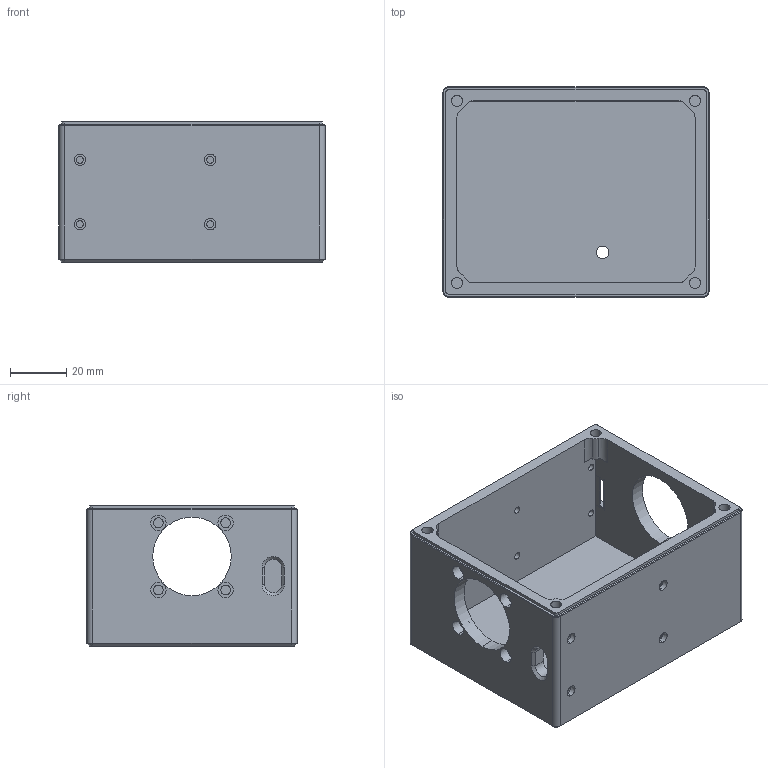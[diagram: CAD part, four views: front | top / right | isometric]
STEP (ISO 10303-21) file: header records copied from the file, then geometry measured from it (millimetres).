
FILE_DESCRIPTION (( 'STEP AP214' ), '1' );
FILE_NAME ('CaseBase_V0.2.STEP', '', ( '' ), ( '' ), '', '', '' );
FILE_SCHEMA (( 'AUTOMOTIVE_DESIGN' ));
Length unit declared in the file: millimetre
Products named in the file (1): CaseBase_V0.2
Bounding box: 95 x 75 x 50 mm (x, y, z)
Volume: 98864.1 mm3; surface area: 43759.4 mm2
Topology: 1 solids, 1 shells, 183 faces, 446 edges, 281 vertices
Faces by surface type: cylinder 99, plane 65, cone 11, torus 6, sphere 2
Entity records: 5484 total; most frequent: DIRECTION 1019, CARTESIAN_POINT 933, ORIENTED_EDGE 888, EDGE_CURVE 444, AXIS2_PLACEMENT_3D 399, VERTEX_POINT 281, EDGE_LOOP 235, LINE 221
